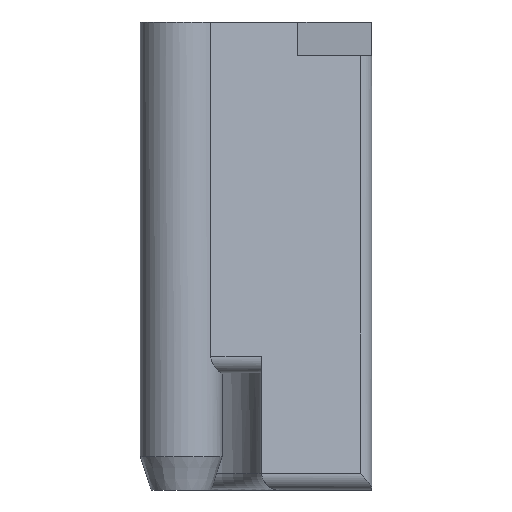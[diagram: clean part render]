
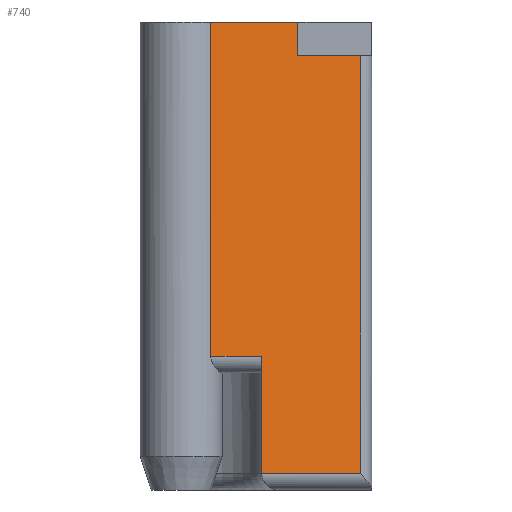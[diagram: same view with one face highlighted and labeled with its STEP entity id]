
A CAD part, front view. The second image highlights one B-rep face of the part: STEP entity #740.
In plain terms, the highlighted planar face has unit normal (0.342, -0.94, 0).
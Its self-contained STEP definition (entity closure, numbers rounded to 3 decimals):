
#32=PLANE('',#812);
#70=FACE_OUTER_BOUND('',#114,.T.);
#114=EDGE_LOOP('',(#547,#548,#549,#550,#551,#552,#553,#554));
#156=LINE('',#1131,#235);
#158=LINE('',#1137,#237);
#166=LINE('',#1154,#245);
#167=LINE('',#1169,#246);
#168=LINE('',#1171,#247);
#169=LINE('',#1173,#248);
#170=LINE('',#1175,#249);
#171=LINE('',#1176,#250);
#235=VECTOR('',#898,10.);
#237=VECTOR('',#904,10.);
#245=VECTOR('',#916,10.);
#246=VECTOR('',#921,10.);
#247=VECTOR('',#922,10.);
#248=VECTOR('',#923,10.);
#249=VECTOR('',#924,10.);
#250=VECTOR('',#925,10.);
#337=VERTEX_POINT('',#1094);
#343=VERTEX_POINT('',#1129);
#345=VERTEX_POINT('',#1135);
#352=VERTEX_POINT('',#1153);
#354=VERTEX_POINT('',#1168);
#355=VERTEX_POINT('',#1170);
#356=VERTEX_POINT('',#1172);
#357=VERTEX_POINT('',#1174);
#416=EDGE_CURVE('',#343,#337,#156,.T.);
#419=EDGE_CURVE('',#345,#343,#158,.T.);
#427=EDGE_CURVE('',#337,#352,#166,.T.);
#430=EDGE_CURVE('',#345,#354,#167,.T.);
#431=EDGE_CURVE('',#354,#355,#168,.T.);
#432=EDGE_CURVE('',#356,#355,#169,.T.);
#433=EDGE_CURVE('',#356,#357,#170,.T.);
#434=EDGE_CURVE('',#352,#357,#171,.T.);
#547=ORIENTED_EDGE('',*,*,#416,.F.);
#548=ORIENTED_EDGE('',*,*,#419,.F.);
#549=ORIENTED_EDGE('',*,*,#430,.T.);
#550=ORIENTED_EDGE('',*,*,#431,.T.);
#551=ORIENTED_EDGE('',*,*,#432,.F.);
#552=ORIENTED_EDGE('',*,*,#433,.T.);
#553=ORIENTED_EDGE('',*,*,#434,.F.);
#554=ORIENTED_EDGE('',*,*,#427,.F.);
#740=ADVANCED_FACE('',(#70),#32,.T.);
#812=AXIS2_PLACEMENT_3D('',#1167,#919,#920);
#898=DIRECTION('',(-0.94,-0.342,0.));
#904=DIRECTION('',(0.,0.,-1.));
#916=DIRECTION('',(0.,0.,1.));
#919=DIRECTION('center_axis',(0.342,-0.94,0.));
#920=DIRECTION('ref_axis',(-0.94,-0.342,0.));
#921=DIRECTION('',(-0.94,-0.342,0.));
#922=DIRECTION('',(0.,0.,1.));
#923=DIRECTION('',(0.94,0.342,0.));
#924=DIRECTION('',(0.,0.,-1.));
#925=DIRECTION('',(-0.94,-0.342,0.));
#1094=CARTESIAN_POINT('',(4.814,-0.589,-27.));
#1129=CARTESIAN_POINT('',(10.742,1.569,-27.));
#1131=CARTESIAN_POINT('',(10.538,1.494,-27.));
#1135=CARTESIAN_POINT('',(10.742,1.569,-2.));
#1137=CARTESIAN_POINT('',(10.742,1.569,0.));
#1153=CARTESIAN_POINT('',(4.814,-0.589,-20.));
#1154=CARTESIAN_POINT('',(4.814,-0.589,-21.));
#1167=CARTESIAN_POINT('Origin',(11.4,1.808,0.));
#1168=CARTESIAN_POINT('',(6.982,0.2,-2.));
#1169=CARTESIAN_POINT('',(10.295,1.406,-2.));
#1170=CARTESIAN_POINT('',(6.982,0.2,0.));
#1171=CARTESIAN_POINT('',(6.982,0.2,0.));
#1172=CARTESIAN_POINT('',(1.766,-1.699,0.));
#1173=CARTESIAN_POINT('',(-0.261,-2.436,0.));
#1174=CARTESIAN_POINT('',(1.766,-1.699,-20.));
#1175=CARTESIAN_POINT('',(1.766,-1.699,0.));
#1176=CARTESIAN_POINT('',(9.824,1.234,-20.));
